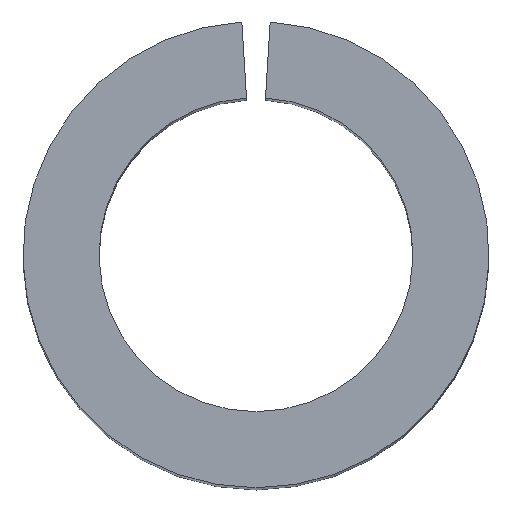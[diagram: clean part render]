
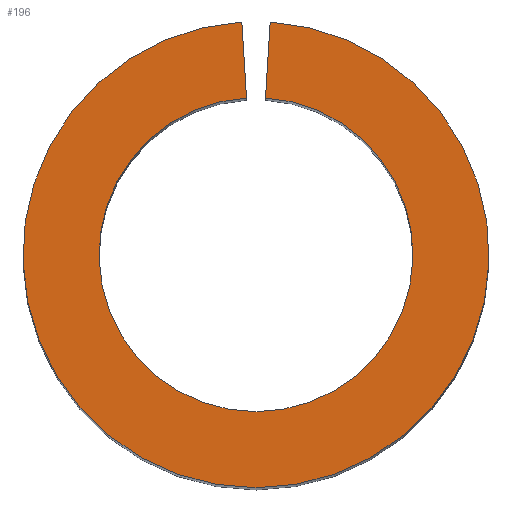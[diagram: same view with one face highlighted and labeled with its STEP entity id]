
A CAD part, top view. The second image highlights one B-rep face of the part: STEP entity #196.
In plain terms, the highlighted planar face has unit normal (0, 0, 1).
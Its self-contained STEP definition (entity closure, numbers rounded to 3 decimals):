
#96=AXIS2_PLACEMENT_3D('Circle Axis2P3D',#94,#95,$) ;
#158=AXIS2_PLACEMENT_3D('Circle Axis2P3D',#156,#157,$) ;
#188=AXIS2_PLACEMENT_3D('Plane Axis2P3D',#185,#186,#187) ;
#54=CARTESIAN_POINT('Line Origine',(2.574,4.497,13.5)) ;
#58=CARTESIAN_POINT('Vertex',(2.55,4.098,13.5)) ;
#60=CARTESIAN_POINT('Vertex',(2.598,4.896,13.5)) ;
#94=CARTESIAN_POINT('Axis2P3D Location',(2.45,2.451,13.5)) ;
#98=CARTESIAN_POINT('Vertex',(2.302,4.896,13.5)) ;
#125=CARTESIAN_POINT('Line Origine',(2.326,4.497,13.5)) ;
#129=CARTESIAN_POINT('Vertex',(2.35,4.098,13.5)) ;
#156=CARTESIAN_POINT('Axis2P3D Location',(2.45,2.451,13.5)) ;
#185=CARTESIAN_POINT('Axis2P3D Location',(2.45,2.451,13.5)) ;
#55=DIRECTION('Vector Direction',(0.061,0.998,0.)) ;
#95=DIRECTION('Axis2P3D Direction',(0.,0.,-1.)) ;
#126=DIRECTION('Vector Direction',(-0.061,0.998,0.)) ;
#157=DIRECTION('Axis2P3D Direction',(0.,0.,-1.)) ;
#186=DIRECTION('Axis2P3D Direction',(0.,0.,-1.)) ;
#187=DIRECTION('Axis2P3D XDirection',(-1.,0.,0.)) ;
#56=VECTOR('Line Direction',#55,1.) ;
#127=VECTOR('Line Direction',#126,1.) ;
#191=ORIENTED_EDGE('',*,*,#160,.F.) ;
#192=ORIENTED_EDGE('',*,*,#131,.F.) ;
#193=ORIENTED_EDGE('',*,*,#100,.F.) ;
#194=ORIENTED_EDGE('',*,*,#62,.F.) ;
#196=ADVANCED_FACE('V1',(#195),#189,.F.) ;
#97=CIRCLE('generated circle',#96,2.45) ;
#159=CIRCLE('generated circle',#158,1.65) ;
#62=EDGE_CURVE('',#59,#61,#57,.T.) ;
#100=EDGE_CURVE('',#61,#99,#97,.T.) ;
#131=EDGE_CURVE('',#99,#130,#128,.F.) ;
#160=EDGE_CURVE('',#130,#59,#159,.F.) ;
#190=EDGE_LOOP('',(#191,#192,#193,#194)) ;
#195=FACE_OUTER_BOUND('',#190,.T.) ;
#57=LINE('Line',#54,#56) ;
#128=LINE('Line',#125,#127) ;
#189=PLANE('',#188) ;
#59=VERTEX_POINT('',#58) ;
#61=VERTEX_POINT('',#60) ;
#99=VERTEX_POINT('',#98) ;
#130=VERTEX_POINT('',#129) ;
